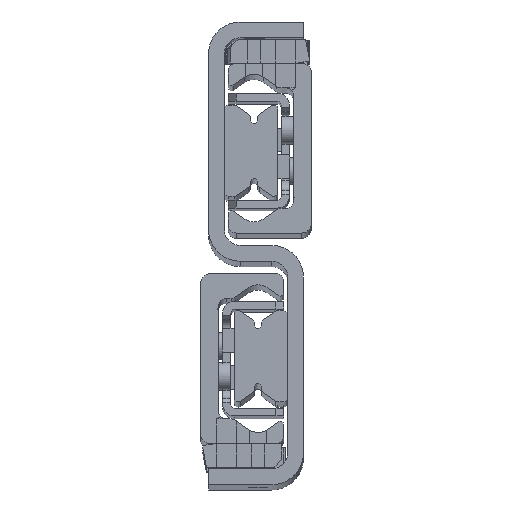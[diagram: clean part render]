
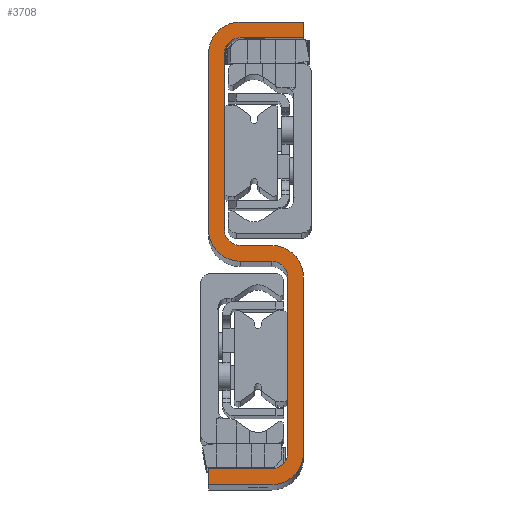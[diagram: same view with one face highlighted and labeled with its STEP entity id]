
A CAD part, top view. The second image highlights one B-rep face of the part: STEP entity #3708.
In plain terms, the highlighted planar face has unit normal (0, 0, 1).
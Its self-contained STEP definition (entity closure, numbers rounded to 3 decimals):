
#2794=CARTESIAN_POINT('',(24.,117.,770.0));
#2795=VERTEX_POINT('',#2794);
#2796=CARTESIAN_POINT('',(24.,113.0,770.0));
#2797=VERTEX_POINT('',#2796);
#2798=CARTESIAN_POINT('',(24.,117.,770.0));
#2799=DIRECTION('',(0.0,-1.0,0.0));
#2800=VECTOR('',#2799,4.);
#2801=LINE('',#2798,#2800);
#2802=EDGE_CURVE('',#2795,#2797,#2801,.T.);
#2834=CARTESIAN_POINT('',(8.,113.0,770.0));
#2835=VERTEX_POINT('',#2834);
#2836=CARTESIAN_POINT('',(24.,113.0,770.0));
#2837=DIRECTION('',(-1.0,0.0,0.0));
#2838=VECTOR('',#2837,16.);
#2839=LINE('',#2836,#2838);
#2840=EDGE_CURVE('',#2797,#2835,#2839,.T.);
#2892=CARTESIAN_POINT('',(4.,109.,770.0));
#2893=VERTEX_POINT('',#2892);
#2894=CARTESIAN_POINT('',(8.,109.,770.0));
#2895=DIRECTION('',(0.0,0.0,1.0));
#2896=DIRECTION('',(0.0,-1.0,0.0));
#2897=AXIS2_PLACEMENT_3D('',#2894,#2895,#2896);
#2898=CIRCLE('',#2897,4.0);
#2899=EDGE_CURVE('',#2835,#2893,#2898,.T.);
#2925=CARTESIAN_POINT('',(4.,64.5,770.0));
#2926=VERTEX_POINT('',#2925);
#2927=CARTESIAN_POINT('',(4.,109.,770.0));
#2928=DIRECTION('',(0.0,-1.0,0.0));
#2929=VECTOR('',#2928,44.5);
#2930=LINE('',#2927,#2929);
#2931=EDGE_CURVE('',#2893,#2926,#2930,.T.);
#2986=CARTESIAN_POINT('',(8.,60.5,770.0));
#2987=VERTEX_POINT('',#2986);
#2988=CARTESIAN_POINT('',(8.,64.5,770.0));
#2989=DIRECTION('',(0.0,0.0,1.0));
#2990=DIRECTION('',(1.0,0.0,0.0));
#2991=AXIS2_PLACEMENT_3D('',#2988,#2989,#2990);
#2992=CIRCLE('',#2991,4.0);
#2993=EDGE_CURVE('',#2926,#2987,#2992,.T.);
#3019=CARTESIAN_POINT('',(16.,60.5,770.0));
#3020=VERTEX_POINT('',#3019);
#3021=CARTESIAN_POINT('',(8.,60.5,770.0));
#3022=DIRECTION('',(1.0,0.0,0.0));
#3023=VECTOR('',#3022,8.);
#3024=LINE('',#3021,#3023);
#3025=EDGE_CURVE('',#2987,#3020,#3024,.T.);
#3050=CARTESIAN_POINT('',(24.,52.5,770.0));
#3051=VERTEX_POINT('',#3050);
#3052=CARTESIAN_POINT('',(16.,52.5,770.0));
#3053=DIRECTION('',(0.0,0.0,-1.0));
#3054=DIRECTION('',(1.0,0.0,0.0));
#3055=AXIS2_PLACEMENT_3D('',#3052,#3053,#3054);
#3056=CIRCLE('',#3055,8.0);
#3057=EDGE_CURVE('',#3020,#3051,#3056,.T.);
#3083=CARTESIAN_POINT('',(24.,8.,770.0));
#3084=VERTEX_POINT('',#3083);
#3085=CARTESIAN_POINT('',(24.,52.5,770.0));
#3086=DIRECTION('',(0.0,-1.0,0.0));
#3087=VECTOR('',#3086,44.5);
#3088=LINE('',#3085,#3087);
#3089=EDGE_CURVE('',#3051,#3084,#3088,.T.);
#3144=CARTESIAN_POINT('',(16.0,0.,770.0));
#3145=VERTEX_POINT('',#3144);
#3146=CARTESIAN_POINT('',(16.,8.,770.0));
#3147=DIRECTION('',(0.0,0.0,-1.0));
#3148=DIRECTION('',(0.,-1.,0.0));
#3149=AXIS2_PLACEMENT_3D('',#3146,#3147,#3148);
#3150=CIRCLE('',#3149,8.0);
#3151=EDGE_CURVE('',#3084,#3145,#3150,.T.);
#3177=CARTESIAN_POINT('',(0.0,0.,770.0));
#3178=VERTEX_POINT('',#3177);
#3179=CARTESIAN_POINT('',(16.0,0.,770.0));
#3180=DIRECTION('',(-1.0,0.0,0.0));
#3181=VECTOR('',#3180,16.0);
#3182=LINE('',#3179,#3181);
#3183=EDGE_CURVE('',#3145,#3178,#3182,.T.);
#3235=CARTESIAN_POINT('',(0.0,4.0,770.0));
#3236=VERTEX_POINT('',#3235);
#3237=CARTESIAN_POINT('',(0.0,0.,770.0));
#3238=DIRECTION('',(0.0,1.0,0.0));
#3239=VECTOR('',#3238,4.);
#3240=LINE('',#3237,#3239);
#3241=EDGE_CURVE('',#3178,#3236,#3240,.T.);
#3266=CARTESIAN_POINT('',(16.,4.,770.0));
#3267=VERTEX_POINT('',#3266);
#3268=CARTESIAN_POINT('',(0.0,4.0,770.0));
#3269=DIRECTION('',(1.0,0.0,0.0));
#3270=VECTOR('',#3269,16.);
#3271=LINE('',#3268,#3270);
#3272=EDGE_CURVE('',#3236,#3267,#3271,.T.);
#3324=CARTESIAN_POINT('',(20.,8.,770.0));
#3325=VERTEX_POINT('',#3324);
#3326=CARTESIAN_POINT('',(16.,8.,770.0));
#3327=DIRECTION('',(0.0,0.0,1.0));
#3328=DIRECTION('',(0.0,1.0,0.0));
#3329=AXIS2_PLACEMENT_3D('',#3326,#3327,#3328);
#3330=CIRCLE('',#3329,4.0);
#3331=EDGE_CURVE('',#3267,#3325,#3330,.T.);
#3357=CARTESIAN_POINT('',(20.,52.5,770.0));
#3358=VERTEX_POINT('',#3357);
#3359=CARTESIAN_POINT('',(20.,8.0,770.0));
#3360=DIRECTION('',(0.0,1.0,0.0));
#3361=VECTOR('',#3360,44.5);
#3362=LINE('',#3359,#3361);
#3363=EDGE_CURVE('',#3325,#3358,#3362,.T.);
#3418=CARTESIAN_POINT('',(16.,56.5,770.0));
#3419=VERTEX_POINT('',#3418);
#3420=CARTESIAN_POINT('',(16.,52.5,770.0));
#3421=DIRECTION('',(0.0,0.0,1.0));
#3422=DIRECTION('',(-1.0,0.0,0.0));
#3423=AXIS2_PLACEMENT_3D('',#3420,#3421,#3422);
#3424=CIRCLE('',#3423,4.0);
#3425=EDGE_CURVE('',#3358,#3419,#3424,.T.);
#3451=CARTESIAN_POINT('',(8.0,56.5,770.0));
#3452=VERTEX_POINT('',#3451);
#3453=CARTESIAN_POINT('',(16.,56.5,770.0));
#3454=DIRECTION('',(-1.0,0.0,0.0));
#3455=VECTOR('',#3454,8.);
#3456=LINE('',#3453,#3455);
#3457=EDGE_CURVE('',#3419,#3452,#3456,.T.);
#3482=CARTESIAN_POINT('',(0.0,64.5,770.0));
#3483=VERTEX_POINT('',#3482);
#3484=CARTESIAN_POINT('',(8.0,64.5,770.0));
#3485=DIRECTION('',(0.0,0.0,-1.0));
#3486=DIRECTION('',(-1.0,0.0,0.0));
#3487=AXIS2_PLACEMENT_3D('',#3484,#3485,#3486);
#3488=CIRCLE('',#3487,8.0);
#3489=EDGE_CURVE('',#3452,#3483,#3488,.T.);
#3515=CARTESIAN_POINT('',(0.0,109.0,770.0));
#3516=VERTEX_POINT('',#3515);
#3517=CARTESIAN_POINT('',(0.0,64.5,770.0));
#3518=DIRECTION('',(0.0,1.0,0.0));
#3519=VECTOR('',#3518,44.5);
#3520=LINE('',#3517,#3519);
#3521=EDGE_CURVE('',#3483,#3516,#3520,.T.);
#3576=CARTESIAN_POINT('',(8.0,117.,770.0));
#3577=VERTEX_POINT('',#3576);
#3578=CARTESIAN_POINT('',(8.0,109.0,770.0));
#3579=DIRECTION('',(0.0,0.0,-1.0));
#3580=DIRECTION('',(0.0,1.0,0.0));
#3581=AXIS2_PLACEMENT_3D('',#3578,#3579,#3580);
#3582=CIRCLE('',#3581,8.0);
#3583=EDGE_CURVE('',#3516,#3577,#3582,.T.);
#3609=CARTESIAN_POINT('',(8.0,117.,770.0));
#3610=DIRECTION('',(1.0,0.0,0.0));
#3611=VECTOR('',#3610,16.);
#3612=LINE('',#3609,#3611);
#3613=EDGE_CURVE('',#3577,#2795,#3612,.T.);
#3681=CARTESIAN_POINT('',(12.,58.5,770.0));
#3682=DIRECTION('',(0.0,0.0,1.0));
#3683=DIRECTION('',(1.0,0.0,0.0));
#3684=AXIS2_PLACEMENT_3D('',#3681,#3682,#3683);
#3685=PLANE('',#3684);
#3686=ORIENTED_EDGE('',*,*,#2802,.F.);
#3687=ORIENTED_EDGE('',*,*,#3613,.F.);
#3688=ORIENTED_EDGE('',*,*,#3583,.F.);
#3689=ORIENTED_EDGE('',*,*,#3521,.F.);
#3690=ORIENTED_EDGE('',*,*,#3489,.F.);
#3691=ORIENTED_EDGE('',*,*,#3457,.F.);
#3692=ORIENTED_EDGE('',*,*,#3425,.F.);
#3693=ORIENTED_EDGE('',*,*,#3363,.F.);
#3694=ORIENTED_EDGE('',*,*,#3331,.F.);
#3695=ORIENTED_EDGE('',*,*,#3272,.F.);
#3696=ORIENTED_EDGE('',*,*,#3241,.F.);
#3697=ORIENTED_EDGE('',*,*,#3183,.F.);
#3698=ORIENTED_EDGE('',*,*,#3151,.F.);
#3699=ORIENTED_EDGE('',*,*,#3089,.F.);
#3700=ORIENTED_EDGE('',*,*,#3057,.F.);
#3701=ORIENTED_EDGE('',*,*,#3025,.F.);
#3702=ORIENTED_EDGE('',*,*,#2993,.F.);
#3703=ORIENTED_EDGE('',*,*,#2931,.F.);
#3704=ORIENTED_EDGE('',*,*,#2899,.F.);
#3705=ORIENTED_EDGE('',*,*,#2840,.F.);
#3706=EDGE_LOOP('',(#3686,#3687,#3688,#3689,#3690,#3691,#3692,#3693,#3694,#3695,#3696,#3697,#3698,#3699,#3700,#3701,#3702,#3703,#3704,#3705));
#3707=FACE_OUTER_BOUND('',#3706,.T.);
#3708=ADVANCED_FACE('',(#3707),#3685,.T.);
